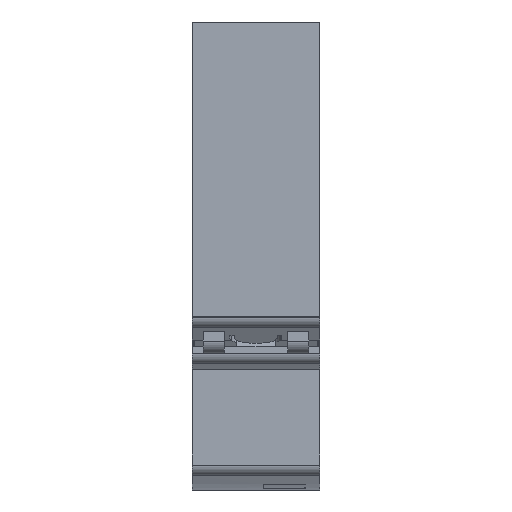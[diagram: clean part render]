
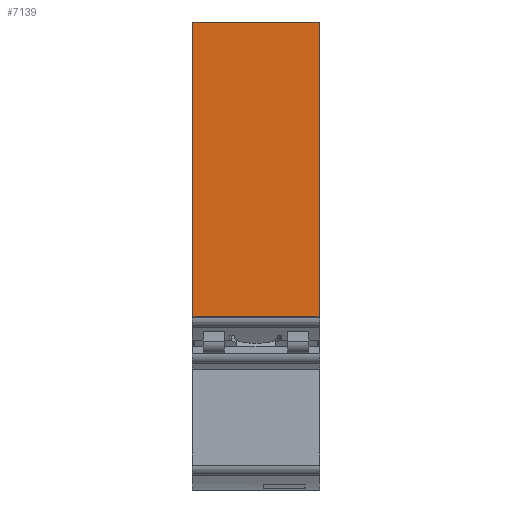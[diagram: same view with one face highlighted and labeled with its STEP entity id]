
A CAD part, front view. The second image highlights one B-rep face of the part: STEP entity #7139.
In plain terms, the highlighted planar face has unit normal (0, -1, 0).
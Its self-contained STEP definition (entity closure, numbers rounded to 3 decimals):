
#25 = DIRECTION ( 'NONE',  ( 0., 0., -1. ) ) ;
#179 = EDGE_LOOP ( 'NONE', ( #3961, #5800, #3362, #4697 ) ) ;
#669 = EDGE_CURVE ( 'NONE', #3447, #5205, #2568, .T. ) ;
#1012 = DIRECTION ( 'NONE',  ( 1., 0., 0. ) ) ;
#1236 = LINE ( 'NONE', #3857, #2575 ) ;
#1454 = CARTESIAN_POINT ( 'NONE',  ( 9., -39., -8.724 ) ) ;
#1542 = EDGE_CURVE ( 'NONE', #6178, #5252, #4628, .T. ) ;
#2568 = LINE ( 'NONE', #7117, #6760 ) ;
#2575 = VECTOR ( 'NONE', #1012, 1000. ) ;
#2737 = DIRECTION ( 'NONE',  ( 0., 0., -1. ) ) ;
#2866 = EDGE_CURVE ( 'NONE', #5252, #5205, #4956, .T. ) ;
#3121 = DIRECTION ( 'NONE',  ( 0., 0., -1. ) ) ;
#3310 = DIRECTION ( 'NONE',  ( 1., 0., 0. ) ) ;
#3362 = ORIENTED_EDGE ( 'NONE', *, *, #669, .F. ) ;
#3424 = PLANE ( 'NONE',  #7342 ) ;
#3447 = VERTEX_POINT ( 'NONE', #6052 ) ;
#3857 = CARTESIAN_POINT ( 'NONE',  ( -9., -39., 33.005 ) ) ;
#3961 = ORIENTED_EDGE ( 'NONE', *, *, #1542, .T. ) ;
#4628 = LINE ( 'NONE', #5588, #7321 ) ;
#4697 = ORIENTED_EDGE ( 'NONE', *, *, #6266, .F. ) ;
#4891 = CARTESIAN_POINT ( 'NONE',  ( -9., -39., 33.005 ) ) ;
#4900 = CARTESIAN_POINT ( 'NONE',  ( -9., -39., -8.724 ) ) ;
#4956 = LINE ( 'NONE', #6163, #6281 ) ;
#5205 = VERTEX_POINT ( 'NONE', #1454 ) ;
#5252 = VERTEX_POINT ( 'NONE', #4900 ) ;
#5579 = FACE_OUTER_BOUND ( 'NONE', #179, .T. ) ;
#5588 = CARTESIAN_POINT ( 'NONE',  ( -9., -39., -9.995 ) ) ;
#5720 = DIRECTION ( 'NONE',  ( 0., -1., 0. ) ) ;
#5800 = ORIENTED_EDGE ( 'NONE', *, *, #2866, .T. ) ;
#6052 = CARTESIAN_POINT ( 'NONE',  ( 9., -39., 33.005 ) ) ;
#6163 = CARTESIAN_POINT ( 'NONE',  ( 8.8, -39., -8.724 ) ) ;
#6178 = VERTEX_POINT ( 'NONE', #4891 ) ;
#6266 = EDGE_CURVE ( 'NONE', #6178, #3447, #1236, .T. ) ;
#6270 = CARTESIAN_POINT ( 'NONE',  ( -9., -39., -9.995 ) ) ;
#6281 = VECTOR ( 'NONE', #3310, 1000. ) ;
#6760 = VECTOR ( 'NONE', #3121, 1000. ) ;
#7117 = CARTESIAN_POINT ( 'NONE',  ( 9., -39., -9.995 ) ) ;
#7139 = ADVANCED_FACE ( 'NONE', ( #5579 ), #3424, .T. ) ;
#7321 = VECTOR ( 'NONE', #2737, 1000. ) ;
#7342 = AXIS2_PLACEMENT_3D ( 'NONE', #6270, #5720, #25 ) ;
